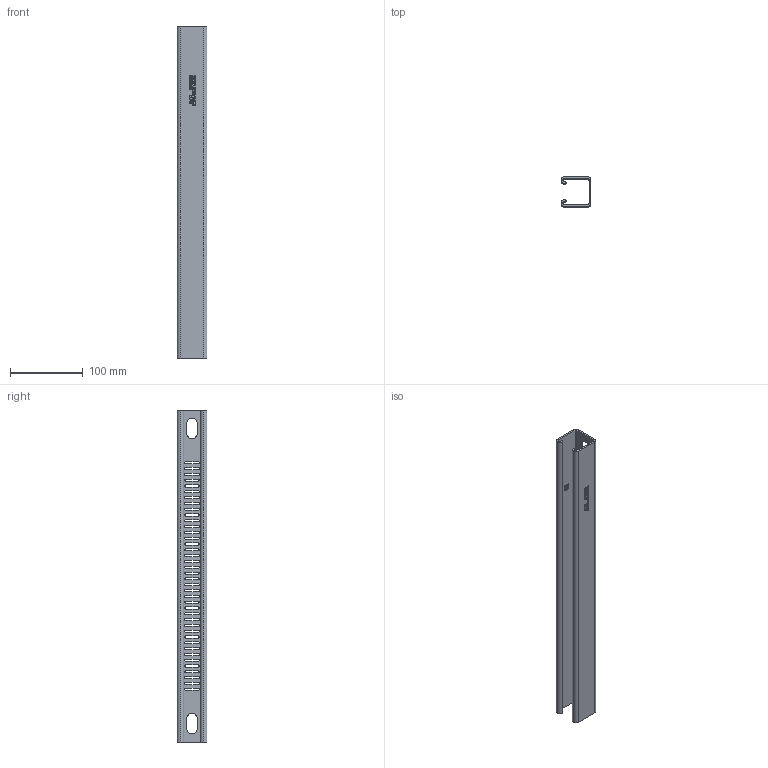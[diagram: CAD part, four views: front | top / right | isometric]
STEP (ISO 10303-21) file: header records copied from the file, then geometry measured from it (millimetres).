
FILE_DESCRIPTION (( 'STEP AP203' ), '1' );
FILE_NAME ('SS15812-18.STEP', '2022-06-13T16:15:05', ( '' ), ( '' ), 'SwSTEP 2.0', 'SolidWorks 2021', '' );
FILE_SCHEMA (( 'CONFIG_CONTROL_DESIGN' ));
Length unit declared in the file: inch
Products named in the file (1): SS15812-18
Bounding box: 41.27 x 41.27 x 457.2 mm (x, y, z)
Volume: 152965.3 mm3; surface area: 122984.5 mm2
Topology: 1 solids, 1 shells, 979 faces, 2736 edges, 1824 vertices
Faces by surface type: plane 500, cylinder 315, bspline 164
Entity records: 39895 total; most frequent: CARTESIAN_POINT 14936, ORIENTED_EDGE 5472, DIRECTION 4670, EDGE_CURVE 2736, VERTEX_POINT 1824, LINE 1778, VECTOR 1778, AXIS2_PLACEMENT_3D 1446
